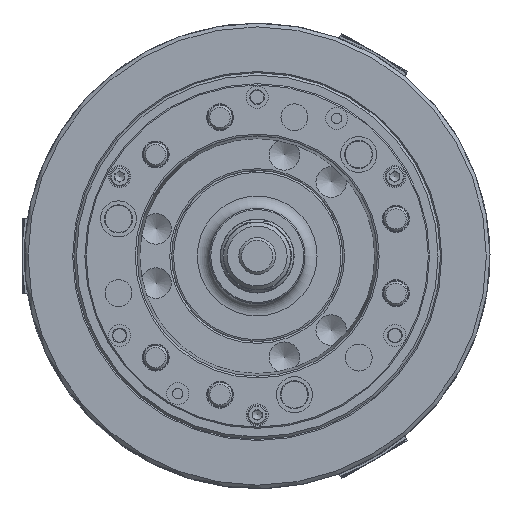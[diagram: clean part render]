
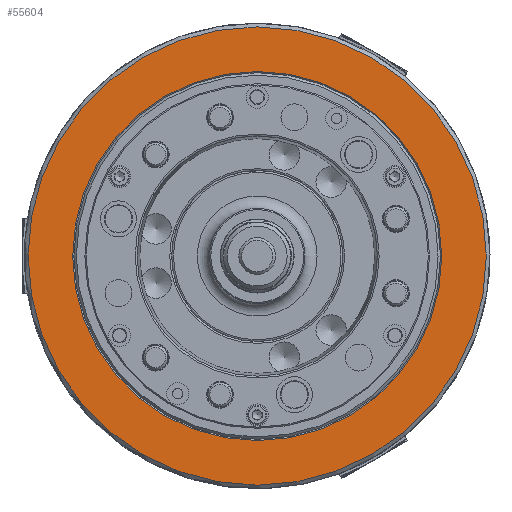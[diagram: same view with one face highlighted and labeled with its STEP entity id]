
A CAD part, left-side view. The second image highlights one B-rep face of the part: STEP entity #55604.
In plain terms, the highlighted planar face has unit normal (-1, 0, 0).
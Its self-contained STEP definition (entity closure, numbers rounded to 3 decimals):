
#783 = EDGE_CURVE ( 'NONE', #33942, #33942, #12282, .T. ) ;
#5319 = DIRECTION ( 'NONE',  ( 0., 0., 1. ) ) ;
#5395 = DIRECTION ( 'NONE',  ( -1., 0., 0. ) ) ;
#5408 = CARTESIAN_POINT ( 'NONE',  ( -114., 0., 0. ) ) ;
#7574 = DIRECTION ( 'NONE',  ( 0., 0., 1. ) ) ;
#9744 = CIRCLE ( 'NONE', #46216, 151. ) ;
#12282 = CIRCLE ( 'NONE', #48923, 187.5 ) ;
#12471 = PLANE ( 'NONE',  #54998 ) ;
#17614 = VERTEX_POINT ( 'NONE', #37206 ) ;
#18885 = EDGE_LOOP ( 'NONE', ( #30325 ) ) ;
#27060 = EDGE_LOOP ( 'NONE', ( #29260 ) ) ;
#29260 = ORIENTED_EDGE ( 'NONE', *, *, #783, .T. ) ;
#30325 = ORIENTED_EDGE ( 'NONE', *, *, #40478, .T. ) ;
#31962 = CARTESIAN_POINT ( 'NONE',  ( -114., 190.5, 0. ) ) ;
#33942 = VERTEX_POINT ( 'NONE', #54702 ) ;
#36925 = FACE_BOUND ( 'NONE', #18885, .T. ) ;
#37206 = CARTESIAN_POINT ( 'NONE',  ( -114., 0., 151. ) ) ;
#40478 = EDGE_CURVE ( 'NONE', #17614, #17614, #9744, .T. ) ;
#45248 = DIRECTION ( 'NONE',  ( 0., 0., 1. ) ) ;
#45311 = DIRECTION ( 'NONE',  ( 1., 0., 0. ) ) ;
#45473 = CARTESIAN_POINT ( 'NONE',  ( -114., 0., 0. ) ) ;
#46216 = AXIS2_PLACEMENT_3D ( 'NONE', #45473, #45311, #45248 ) ;
#48923 = AXIS2_PLACEMENT_3D ( 'NONE', #5408, #5395, #5319 ) ;
#52610 = DIRECTION ( 'NONE',  ( -1., 0., 0. ) ) ;
#54702 = CARTESIAN_POINT ( 'NONE',  ( -114., 0., 187.5 ) ) ;
#54998 = AXIS2_PLACEMENT_3D ( 'NONE', #31962, #52610, #7574 ) ;
#55604 = ADVANCED_FACE ( 'NONE', ( #36925, #57771 ), #12471, .T. ) ;
#57771 = FACE_OUTER_BOUND ( 'NONE', #27060, .T. ) ;
